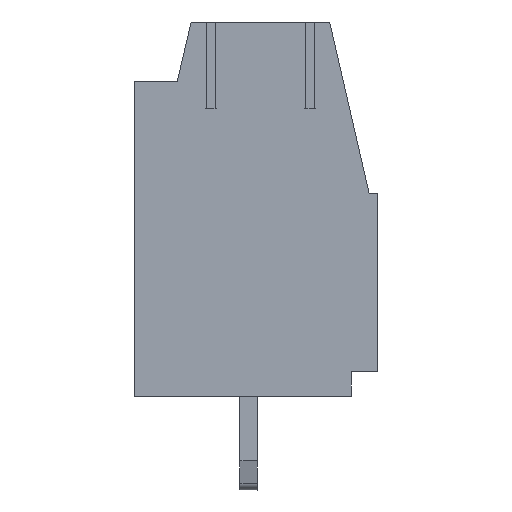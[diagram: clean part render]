
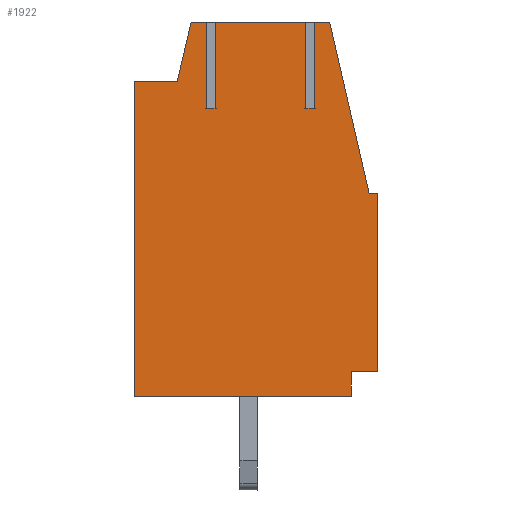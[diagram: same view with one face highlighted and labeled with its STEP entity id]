
A CAD part, left-side view. The second image highlights one B-rep face of the part: STEP entity #1922.
In plain terms, the highlighted planar face has unit normal (-1, 0, 0).
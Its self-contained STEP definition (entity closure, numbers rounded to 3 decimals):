
#1774=AXIS2_PLACEMENT_3D('Plane Axis2P3D',#1771,#1772,#1773) ;
#1771=CARTESIAN_POINT('Axis2P3D Location',(0.,8.3,0.)) ;
#1776=CARTESIAN_POINT('Line Origine',(0.,4.,16.)) ;
#1780=CARTESIAN_POINT('Vertex',(0.,2.45,16.)) ;
#1782=CARTESIAN_POINT('Vertex',(0.,5.55,16.)) ;
#1785=CARTESIAN_POINT('Line Origine',(0.,5.55,14.525)) ;
#1789=CARTESIAN_POINT('Vertex',(0.,5.55,13.05)) ;
#1792=CARTESIAN_POINT('Line Origine',(0.,5.7,13.05)) ;
#1796=CARTESIAN_POINT('Vertex',(0.,5.85,13.05)) ;
#1799=CARTESIAN_POINT('Line Origine',(0.,5.85,14.525)) ;
#1803=CARTESIAN_POINT('Vertex',(0.,5.85,16.)) ;
#1806=CARTESIAN_POINT('Line Origine',(0.,6.11,16.)) ;
#1810=CARTESIAN_POINT('Vertex',(0.,6.37,16.)) ;
#1813=CARTESIAN_POINT('Line Origine',(0.,6.607,14.975)) ;
#1817=CARTESIAN_POINT('Vertex',(0.,6.844,13.95)) ;
#1820=CARTESIAN_POINT('Line Origine',(0.,7.572,13.95)) ;
#1824=CARTESIAN_POINT('Vertex',(0.,8.3,13.95)) ;
#1827=CARTESIAN_POINT('Line Origine',(0.,8.3,8.575)) ;
#1831=CARTESIAN_POINT('Vertex',(0.,8.3,3.2)) ;
#1834=CARTESIAN_POINT('Line Origine',(0.,4.6,3.2)) ;
#1838=CARTESIAN_POINT('Vertex',(0.,0.9,3.2)) ;
#1841=CARTESIAN_POINT('Line Origine',(0.,0.9,3.626)) ;
#1845=CARTESIAN_POINT('Vertex',(0.,0.9,4.052)) ;
#1848=CARTESIAN_POINT('Line Origine',(0.,0.45,4.052)) ;
#1852=CARTESIAN_POINT('Vertex',(0.,0.,4.052)) ;
#1855=CARTESIAN_POINT('Line Origine',(0.,0.,7.101)) ;
#1859=CARTESIAN_POINT('Vertex',(0.,0.,10.15)) ;
#1862=CARTESIAN_POINT('Line Origine',(0.,0.14,10.15)) ;
#1866=CARTESIAN_POINT('Vertex',(0.,0.28,10.15)) ;
#1869=CARTESIAN_POINT('Line Origine',(0.,0.956,13.075)) ;
#1873=CARTESIAN_POINT('Vertex',(0.,1.631,16.)) ;
#1876=CARTESIAN_POINT('Line Origine',(0.,1.89,16.)) ;
#1880=CARTESIAN_POINT('Vertex',(0.,2.15,16.)) ;
#1883=CARTESIAN_POINT('Line Origine',(0.,2.15,14.525)) ;
#1887=CARTESIAN_POINT('Vertex',(0.,2.15,13.05)) ;
#1890=CARTESIAN_POINT('Line Origine',(0.,2.3,13.05)) ;
#1894=CARTESIAN_POINT('Vertex',(0.,2.45,13.05)) ;
#1897=CARTESIAN_POINT('Line Origine',(0.,2.45,14.525)) ;
#1772=DIRECTION('Axis2P3D Direction',(-1.,0.,0.)) ;
#1773=DIRECTION('Axis2P3D XDirection',(0.,-1.,0.)) ;
#1777=DIRECTION('Vector Direction',(0.,1.,0.)) ;
#1786=DIRECTION('Vector Direction',(0.,0.,-1.)) ;
#1793=DIRECTION('Vector Direction',(0.,1.,0.)) ;
#1800=DIRECTION('Vector Direction',(0.,0.,-1.)) ;
#1807=DIRECTION('Vector Direction',(0.,1.,0.)) ;
#1814=DIRECTION('Vector Direction',(0.,0.225,-0.974)) ;
#1821=DIRECTION('Vector Direction',(0.,1.,0.)) ;
#1828=DIRECTION('Vector Direction',(0.,0.,-1.)) ;
#1835=DIRECTION('Vector Direction',(0.,-1.,0.)) ;
#1842=DIRECTION('Vector Direction',(0.,0.,1.)) ;
#1849=DIRECTION('Vector Direction',(0.,-1.,0.)) ;
#1856=DIRECTION('Vector Direction',(0.,0.,1.)) ;
#1863=DIRECTION('Vector Direction',(0.,1.,0.)) ;
#1870=DIRECTION('Vector Direction',(0.,0.225,0.974)) ;
#1877=DIRECTION('Vector Direction',(0.,1.,0.)) ;
#1884=DIRECTION('Vector Direction',(0.,0.,-1.)) ;
#1891=DIRECTION('Vector Direction',(0.,1.,0.)) ;
#1898=DIRECTION('Vector Direction',(0.,0.,-1.)) ;
#1778=VECTOR('Line Direction',#1777,1.) ;
#1787=VECTOR('Line Direction',#1786,1.) ;
#1794=VECTOR('Line Direction',#1793,1.) ;
#1801=VECTOR('Line Direction',#1800,1.) ;
#1808=VECTOR('Line Direction',#1807,1.) ;
#1815=VECTOR('Line Direction',#1814,1.) ;
#1822=VECTOR('Line Direction',#1821,1.) ;
#1829=VECTOR('Line Direction',#1828,1.) ;
#1836=VECTOR('Line Direction',#1835,1.) ;
#1843=VECTOR('Line Direction',#1842,1.) ;
#1850=VECTOR('Line Direction',#1849,1.) ;
#1857=VECTOR('Line Direction',#1856,1.) ;
#1864=VECTOR('Line Direction',#1863,1.) ;
#1871=VECTOR('Line Direction',#1870,1.) ;
#1878=VECTOR('Line Direction',#1877,1.) ;
#1885=VECTOR('Line Direction',#1884,1.) ;
#1892=VECTOR('Line Direction',#1891,1.) ;
#1899=VECTOR('Line Direction',#1898,1.) ;
#1903=ORIENTED_EDGE('',*,*,#1784,.T.) ;
#1904=ORIENTED_EDGE('',*,*,#1791,.T.) ;
#1905=ORIENTED_EDGE('',*,*,#1798,.T.) ;
#1906=ORIENTED_EDGE('',*,*,#1805,.F.) ;
#1907=ORIENTED_EDGE('',*,*,#1812,.T.) ;
#1908=ORIENTED_EDGE('',*,*,#1819,.T.) ;
#1909=ORIENTED_EDGE('',*,*,#1826,.T.) ;
#1910=ORIENTED_EDGE('',*,*,#1833,.T.) ;
#1911=ORIENTED_EDGE('',*,*,#1840,.T.) ;
#1912=ORIENTED_EDGE('',*,*,#1847,.T.) ;
#1913=ORIENTED_EDGE('',*,*,#1854,.T.) ;
#1914=ORIENTED_EDGE('',*,*,#1861,.T.) ;
#1915=ORIENTED_EDGE('',*,*,#1868,.T.) ;
#1916=ORIENTED_EDGE('',*,*,#1875,.T.) ;
#1917=ORIENTED_EDGE('',*,*,#1882,.T.) ;
#1918=ORIENTED_EDGE('',*,*,#1889,.T.) ;
#1919=ORIENTED_EDGE('',*,*,#1896,.T.) ;
#1920=ORIENTED_EDGE('',*,*,#1901,.F.) ;
#1922=ADVANCED_FACE('2_Pole_Body',(#1921),#1775,.T.) ;
#1784=EDGE_CURVE('',#1781,#1783,#1779,.T.) ;
#1791=EDGE_CURVE('',#1783,#1790,#1788,.T.) ;
#1798=EDGE_CURVE('',#1790,#1797,#1795,.T.) ;
#1805=EDGE_CURVE('',#1804,#1797,#1802,.T.) ;
#1812=EDGE_CURVE('',#1804,#1811,#1809,.T.) ;
#1819=EDGE_CURVE('',#1811,#1818,#1816,.T.) ;
#1826=EDGE_CURVE('',#1818,#1825,#1823,.T.) ;
#1833=EDGE_CURVE('',#1825,#1832,#1830,.T.) ;
#1840=EDGE_CURVE('',#1832,#1839,#1837,.T.) ;
#1847=EDGE_CURVE('',#1839,#1846,#1844,.T.) ;
#1854=EDGE_CURVE('',#1846,#1853,#1851,.T.) ;
#1861=EDGE_CURVE('',#1853,#1860,#1858,.T.) ;
#1868=EDGE_CURVE('',#1860,#1867,#1865,.T.) ;
#1875=EDGE_CURVE('',#1867,#1874,#1872,.T.) ;
#1882=EDGE_CURVE('',#1874,#1881,#1879,.T.) ;
#1889=EDGE_CURVE('',#1881,#1888,#1886,.T.) ;
#1896=EDGE_CURVE('',#1888,#1895,#1893,.T.) ;
#1901=EDGE_CURVE('',#1781,#1895,#1900,.T.) ;
#1902=EDGE_LOOP('',(#1903,#1904,#1905,#1906,#1907,#1908,#1909,#1910,#1911,#1912,#1913,#1914,#1915,#1916,#1917,#1918,#1919,#1920)) ;
#1921=FACE_OUTER_BOUND('',#1902,.T.) ;
#1779=LINE('Line',#1776,#1778) ;
#1788=LINE('Line',#1785,#1787) ;
#1795=LINE('Line',#1792,#1794) ;
#1802=LINE('Line',#1799,#1801) ;
#1809=LINE('Line',#1806,#1808) ;
#1816=LINE('Line',#1813,#1815) ;
#1823=LINE('Line',#1820,#1822) ;
#1830=LINE('Line',#1827,#1829) ;
#1837=LINE('Line',#1834,#1836) ;
#1844=LINE('Line',#1841,#1843) ;
#1851=LINE('Line',#1848,#1850) ;
#1858=LINE('Line',#1855,#1857) ;
#1865=LINE('Line',#1862,#1864) ;
#1872=LINE('Line',#1869,#1871) ;
#1879=LINE('Line',#1876,#1878) ;
#1886=LINE('Line',#1883,#1885) ;
#1893=LINE('Line',#1890,#1892) ;
#1900=LINE('Line',#1897,#1899) ;
#1775=PLANE('',#1774) ;
#1781=VERTEX_POINT('',#1780) ;
#1783=VERTEX_POINT('',#1782) ;
#1790=VERTEX_POINT('',#1789) ;
#1797=VERTEX_POINT('',#1796) ;
#1804=VERTEX_POINT('',#1803) ;
#1811=VERTEX_POINT('',#1810) ;
#1818=VERTEX_POINT('',#1817) ;
#1825=VERTEX_POINT('',#1824) ;
#1832=VERTEX_POINT('',#1831) ;
#1839=VERTEX_POINT('',#1838) ;
#1846=VERTEX_POINT('',#1845) ;
#1853=VERTEX_POINT('',#1852) ;
#1860=VERTEX_POINT('',#1859) ;
#1867=VERTEX_POINT('',#1866) ;
#1874=VERTEX_POINT('',#1873) ;
#1881=VERTEX_POINT('',#1880) ;
#1888=VERTEX_POINT('',#1887) ;
#1895=VERTEX_POINT('',#1894) ;
